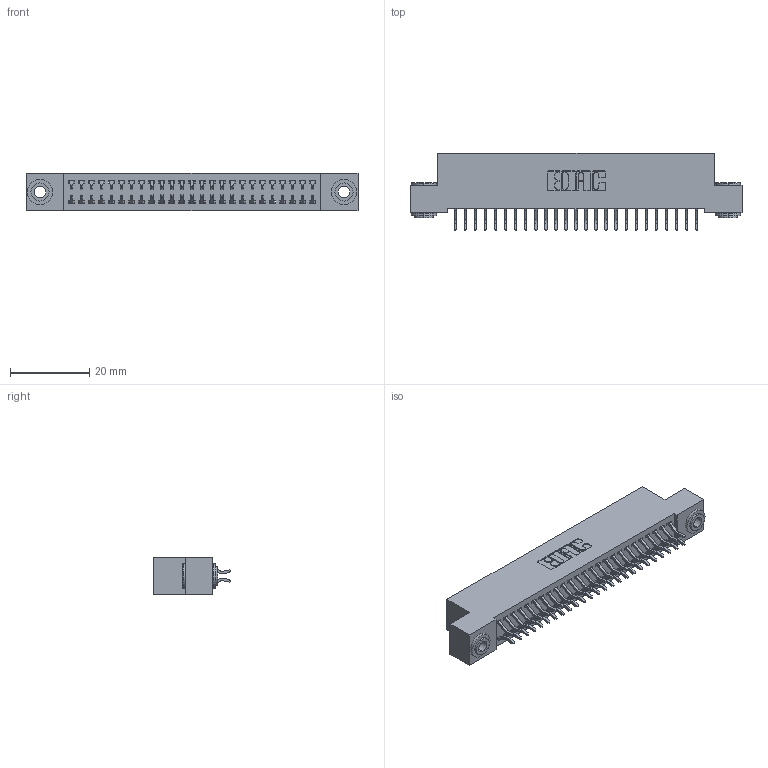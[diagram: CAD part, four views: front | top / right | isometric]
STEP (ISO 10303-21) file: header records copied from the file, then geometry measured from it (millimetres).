
FILE_DESCRIPTION (( 'STEP AP203' ), '1' );
FILE_NAME ('392-050-556-203.STEP', '2019-10-08T11:37:14', ( '' ), ( '' ), 'SwSTEP 2.0', 'SolidWorks 2016', '' );
FILE_SCHEMA (( 'CONFIG_CONTROL_DESIGN' ));
Length unit declared in the file: inch
Products named in the file (4): 345-292-001_556 Tail; 342-250-002_345-250-002-102; 392-050-556-203; 342 Part_.156 TH
Assembly tree (53 placements, depth 2):
  392-050-556-203
    342 Part_.156 TH
    345-292-001_556 Tail  x50
    342-250-002_345-250-002-102  x2
Bounding box: 83.82 x 19.58 x 9.4 mm (x, y, z)
Volume: 7472.3 mm3; surface area: 11909.7 mm2
Topology: 53 solids, 53 shells, 3048 faces, 9025 edges, 5946 vertices
Faces by surface type: plane 2076, cylinder 964, cone 8
Entity records: 19020 total; most frequent: CARTESIAN_POINT 3161, ORIENTED_EDGE 3078, DIRECTION 2753, EDGE_CURVE 1539, VECTOR 1379, LINE 1379, VERTEX_POINT 1022, AXIS2_PLACEMENT_3D 687
